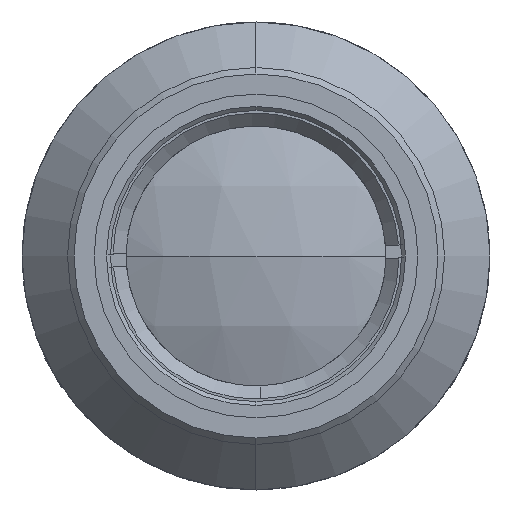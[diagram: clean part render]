
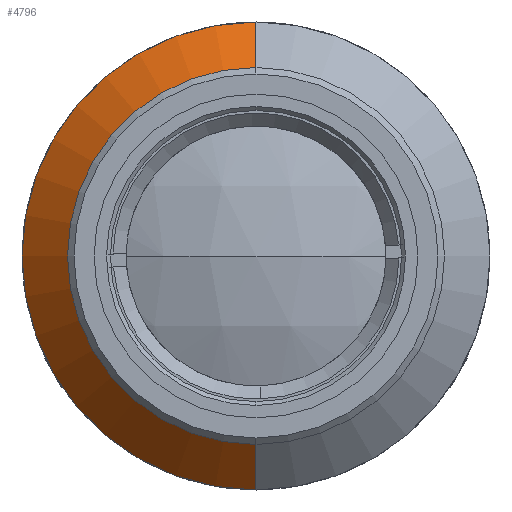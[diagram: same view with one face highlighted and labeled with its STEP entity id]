
A CAD part, left-side view. The second image highlights one B-rep face of the part: STEP entity #4796.
In plain terms, the highlighted conical face has half-angle 45 degrees and reference radius 18 mm.
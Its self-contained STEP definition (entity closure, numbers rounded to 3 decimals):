
#13 = LINE ( 'NONE', #3371, #1985 ) ;
#95 = AXIS2_PLACEMENT_3D ( 'NONE', #4029, #3658, #4791 ) ;
#582 = VERTEX_POINT ( 'NONE', #1990 ) ;
#613 = AXIS2_PLACEMENT_3D ( 'NONE', #832, #3123, #2782 ) ;
#616 = EDGE_CURVE ( 'NONE', #1003, #582, #4311, .T. ) ;
#713 = VERTEX_POINT ( 'NONE', #1386 ) ;
#831 = ORIENTED_EDGE ( 'NONE', *, *, #2923, .T. ) ;
#832 = CARTESIAN_POINT ( 'NONE',  ( 13.5, 0., 0. ) ) ;
#992 = EDGE_CURVE ( 'NONE', #1215, #582, #2754, .T. ) ;
#1003 = VERTEX_POINT ( 'NONE', #3929 ) ;
#1215 = VERTEX_POINT ( 'NONE', #3414 ) ;
#1313 = CARTESIAN_POINT ( 'NONE',  ( 13.5, 0., -18. ) ) ;
#1386 = CARTESIAN_POINT ( 'NONE',  ( 10., 0., 14.5 ) ) ;
#1869 = DIRECTION ( 'NONE',  ( 0., 0., -1. ) ) ;
#1985 = VECTOR ( 'NONE', #3014, 1000. ) ;
#1990 = CARTESIAN_POINT ( 'NONE',  ( 13.5, 0., -18. ) ) ;
#2114 = DIRECTION ( 'NONE',  ( 0.707, 0., -0.707 ) ) ;
#2200 = CARTESIAN_POINT ( 'NONE',  ( 13.5, 0., 0. ) ) ;
#2235 = CIRCLE ( 'NONE', #95, 14.5 ) ;
#2333 = EDGE_LOOP ( 'NONE', ( #4136, #831, #2451, #3420 ) ) ;
#2451 = ORIENTED_EDGE ( 'NONE', *, *, #992, .T. ) ;
#2600 = FACE_OUTER_BOUND ( 'NONE', #2333, .T. ) ;
#2754 = CIRCLE ( 'NONE', #613, 18. ) ;
#2782 = DIRECTION ( 'NONE',  ( 0., 0., 1. ) ) ;
#2876 = AXIS2_PLACEMENT_3D ( 'NONE', #2200, #4095, #1869 ) ;
#2923 = EDGE_CURVE ( 'NONE', #713, #1215, #13, .T. ) ;
#3014 = DIRECTION ( 'NONE',  ( 0.707, 0., 0.707 ) ) ;
#3123 = DIRECTION ( 'NONE',  ( -1., 0., 0. ) ) ;
#3138 = VECTOR ( 'NONE', #2114, 1000. ) ;
#3371 = CARTESIAN_POINT ( 'NONE',  ( 13.5, 0., 18. ) ) ;
#3414 = CARTESIAN_POINT ( 'NONE',  ( 13.5, 0., 18. ) ) ;
#3420 = ORIENTED_EDGE ( 'NONE', *, *, #616, .F. ) ;
#3658 = DIRECTION ( 'NONE',  ( -1., 0., 0. ) ) ;
#3730 = CONICAL_SURFACE ( 'NONE', #2876, 18., 0.785 ) ;
#3929 = CARTESIAN_POINT ( 'NONE',  ( 10., 0., -14.5 ) ) ;
#4029 = CARTESIAN_POINT ( 'NONE',  ( 10., 0., 0. ) ) ;
#4095 = DIRECTION ( 'NONE',  ( 1., 0., 0. ) ) ;
#4136 = ORIENTED_EDGE ( 'NONE', *, *, #4329, .F. ) ;
#4311 = LINE ( 'NONE', #1313, #3138 ) ;
#4329 = EDGE_CURVE ( 'NONE', #713, #1003, #2235, .T. ) ;
#4791 = DIRECTION ( 'NONE',  ( 0., 0., 1. ) ) ;
#4796 = ADVANCED_FACE ( 'NONE', ( #2600 ), #3730, .T. ) ;
